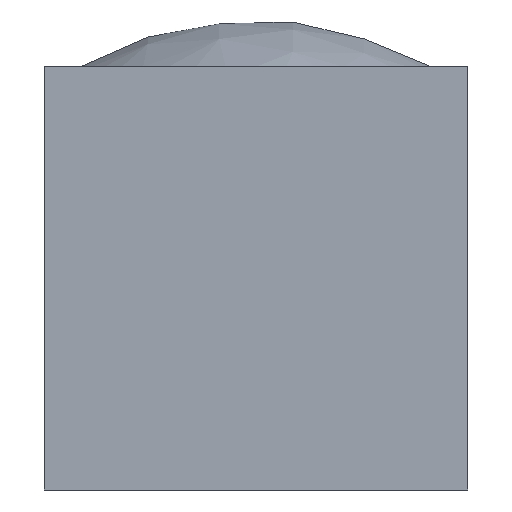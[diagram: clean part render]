
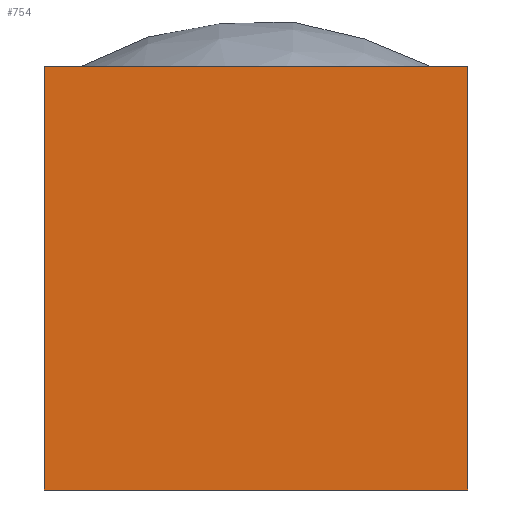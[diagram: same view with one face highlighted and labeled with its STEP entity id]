
A CAD part, left-side view. The second image highlights one B-rep face of the part: STEP entity #754.
In plain terms, the highlighted planar face has unit normal (-1, 0, 0).
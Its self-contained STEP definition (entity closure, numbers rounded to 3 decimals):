
#55=PLANE('',#862);
#103=FACE_OUTER_BOUND('',#160,.T.);
#160=EDGE_LOOP('',(#647,#648,#649,#650));
#217=LINE('',#1247,#282);
#224=LINE('',#1280,#289);
#225=LINE('',#1281,#290);
#226=LINE('',#1282,#291);
#282=VECTOR('',#1024,12.);
#289=VECTOR('',#1061,12.);
#290=VECTOR('',#1062,12.);
#291=VECTOR('',#1063,12.);
#383=VERTEX_POINT('',#1243);
#385=VERTEX_POINT('',#1246);
#395=VERTEX_POINT('',#1278);
#396=VERTEX_POINT('',#1279);
#470=EDGE_CURVE('',#385,#383,#217,.T.);
#485=EDGE_CURVE('',#395,#396,#224,.T.);
#486=EDGE_CURVE('',#385,#396,#225,.T.);
#487=EDGE_CURVE('',#383,#395,#226,.T.);
#647=ORIENTED_EDGE('',*,*,#485,.T.);
#648=ORIENTED_EDGE('',*,*,#486,.F.);
#649=ORIENTED_EDGE('',*,*,#470,.T.);
#650=ORIENTED_EDGE('',*,*,#487,.T.);
#754=ADVANCED_FACE('',(#103),#55,.T.);
#862=AXIS2_PLACEMENT_3D('',#1277,#1059,#1060);
#1024=DIRECTION('',(0.,-1.,0.));
#1059=DIRECTION('center_axis',(-1.,0.,0.));
#1060=DIRECTION('ref_axis',(0.,0.,1.));
#1061=DIRECTION('',(0.,1.,0.));
#1062=DIRECTION('',(0.,0.,1.));
#1063=DIRECTION('',(0.,0.,1.));
#1243=CARTESIAN_POINT('',(0.,0.,0.));
#1246=CARTESIAN_POINT('',(0.,12.,0.));
#1247=CARTESIAN_POINT('',(0.,12.,0.));
#1277=CARTESIAN_POINT('Origin',(0.,0.,0.));
#1278=CARTESIAN_POINT('',(0.,0.,12.));
#1279=CARTESIAN_POINT('',(0.,12.,12.));
#1280=CARTESIAN_POINT('',(0.,0.,12.));
#1281=CARTESIAN_POINT('',(0.,12.,0.));
#1282=CARTESIAN_POINT('',(0.,0.,0.));
